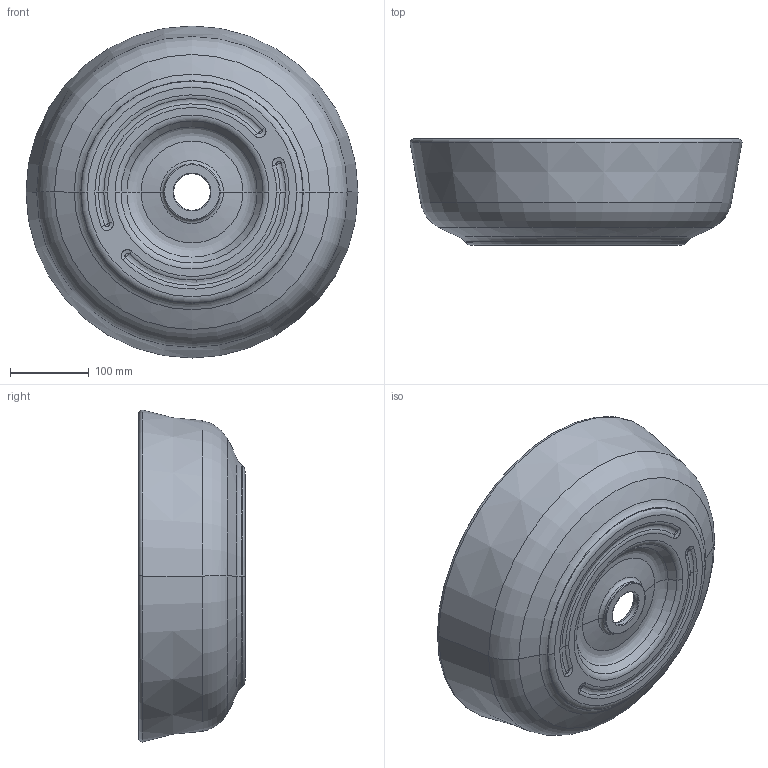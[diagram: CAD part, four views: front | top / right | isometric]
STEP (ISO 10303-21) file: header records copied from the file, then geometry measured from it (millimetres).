
FILE_DESCRIPTION (( 'STEP AP214' ), '1' );
FILE_NAME ('S31L307925.STEP', '2023-10-06T16:15:36', ( 'Admin' ), ( '' ), 'SwSTEP 2.0', 'SolidWorks 2021', '' );
FILE_SCHEMA (( 'AUTOMOTIVE_DESIGN' ));
Length unit declared in the file: millimetre
Products named in the file (1): S31L307925
Bounding box: 422.45 x 135.04 x 422.45 mm (x, y, z)
Volume: 5763211.5 mm3; surface area: 453366.1 mm2
Topology: 1 solids, 1 shells, 68 faces, 138 edges, 75 vertices
Faces by surface type: torus 37, bspline 12, cone 12, cylinder 4, plane 3
Entity records: 2838 total; most frequent: CARTESIAN_POINT 1382, DIRECTION 342, ORIENTED_EDGE 276, AXIS2_PLACEMENT_3D 163, EDGE_CURVE 138, CIRCLE 106, VERTEX_POINT 75, EDGE_LOOP 73
